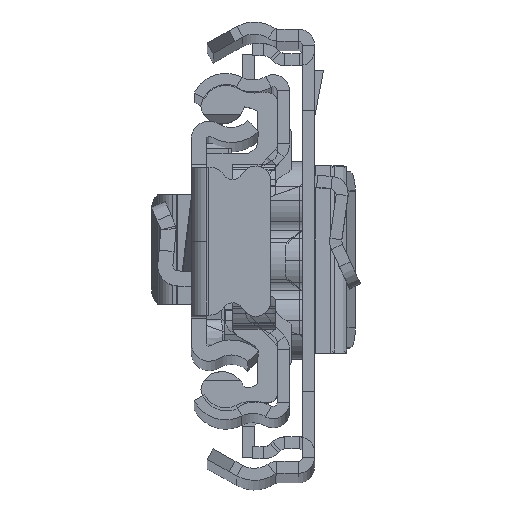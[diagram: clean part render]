
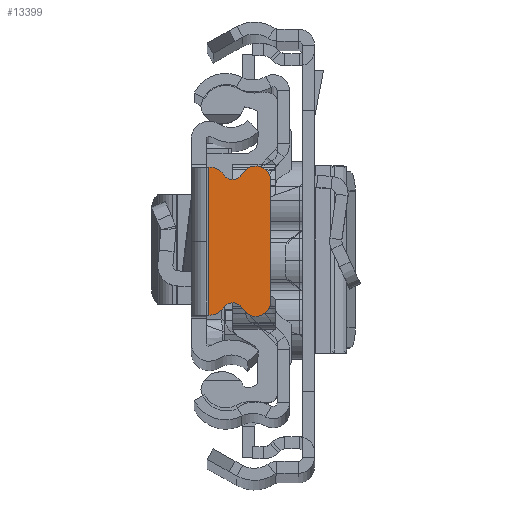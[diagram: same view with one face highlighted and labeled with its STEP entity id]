
A CAD part, top view. The second image highlights one B-rep face of the part: STEP entity #13399.
In plain terms, the highlighted planar face has unit normal (0, 0, 1).
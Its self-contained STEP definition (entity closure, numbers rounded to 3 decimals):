
#225 = DIRECTION ( 'NONE',  ( 0., 0., -1. ) ) ;
#301 = CARTESIAN_POINT ( 'NONE',  ( -7.929, -6., 0. ) ) ;
#420 = ORIENTED_EDGE ( 'NONE', *, *, #5258, .F. ) ;
#424 = ORIENTED_EDGE ( 'NONE', *, *, #22809, .T. ) ;
#657 = ORIENTED_EDGE ( 'NONE', *, *, #1877, .T. ) ;
#1269 = CARTESIAN_POINT ( 'NONE',  ( -5.109, 6.713, 0. ) ) ;
#1877 = EDGE_CURVE ( 'NONE', #18006, #7434, #2562, .T. ) ;
#1879 = CARTESIAN_POINT ( 'NONE',  ( -5.109, -6.713, 0. ) ) ;
#2562 = LINE ( 'NONE', #301, #18315 ) ;
#2598 = CARTESIAN_POINT ( 'NONE',  ( -7.929, -6., 0. ) ) ;
#2978 = FACE_OUTER_BOUND ( 'NONE', #21178, .T. ) ;
#3012 = CARTESIAN_POINT ( 'NONE',  ( -1.75, -7.37, 0. ) ) ;
#3506 = DIRECTION ( 'NONE',  ( -1., 0., 0. ) ) ;
#4243 = VERTEX_POINT ( 'NONE', #1879 ) ;
#4318 = CARTESIAN_POINT ( 'NONE',  ( -1.75, 7.37, 0. ) ) ;
#4596 = VECTOR ( 'NONE', #24674, 1000. ) ;
#4837 = EDGE_CURVE ( 'NONE', #19117, #15301, #13507, .T. ) ;
#4845 = VECTOR ( 'NONE', #25748, 1000. ) ;
#4989 = AXIS2_PLACEMENT_3D ( 'NONE', #18661, #10580, #20685 ) ;
#5258 = EDGE_CURVE ( 'NONE', #15301, #11819, #12291, .T. ) ;
#5655 = LINE ( 'NONE', #8067, #6908 ) ;
#5850 = EDGE_CURVE ( 'NONE', #18808, #9738, #20946, .T. ) ;
#5896 = ORIENTED_EDGE ( 'NONE', *, *, #4837, .F. ) ;
#6251 = AXIS2_PLACEMENT_3D ( 'NONE', #19869, #19736, #11416 ) ;
#6908 = VECTOR ( 'NONE', #3506, 1000. ) ;
#7434 = VERTEX_POINT ( 'NONE', #2598 ) ;
#7863 = DIRECTION ( 'NONE',  ( 1., 0., 0. ) ) ;
#8067 = CARTESIAN_POINT ( 'NONE',  ( -1.929, -7.37, 0. ) ) ;
#8740 = DIRECTION ( 'NONE',  ( 0., -1., 0. ) ) ;
#9216 = EDGE_CURVE ( 'NONE', #11819, #18916, #5655, .T. ) ;
#9450 = AXIS2_PLACEMENT_3D ( 'NONE', #12034, #26423, #7863 ) ;
#9474 = EDGE_CURVE ( 'NONE', #15918, #18916, #18879, .T. ) ;
#9738 = VERTEX_POINT ( 'NONE', #1269 ) ;
#10572 = CIRCLE ( 'NONE', #4989, 1.5 ) ;
#10580 = DIRECTION ( 'NONE',  ( 0., 0., 1. ) ) ;
#10667 = CARTESIAN_POINT ( 'NONE',  ( -4.142, -7.236, 0. ) ) ;
#10762 = CARTESIAN_POINT ( 'NONE',  ( -7.929, 6., 0. ) ) ;
#10886 = CIRCLE ( 'NONE', #13477, 1.5 ) ;
#11416 = DIRECTION ( 'NONE',  ( 1., 0., 0. ) ) ;
#11581 = DIRECTION ( 'NONE',  ( 0., 0., 1. ) ) ;
#11819 = VERTEX_POINT ( 'NONE', #3012 ) ;
#12034 = CARTESIAN_POINT ( 'NONE',  ( -1.929, -5.87, 0. ) ) ;
#12291 = LINE ( 'NONE', #20493, #4596 ) ;
#12440 = DIRECTION ( 'NONE',  ( -1., 0., 0. ) ) ;
#12966 = CARTESIAN_POINT ( 'NONE',  ( -1.929, 7.37, 0. ) ) ;
#13078 = ORIENTED_EDGE ( 'NONE', *, *, #23728, .T. ) ;
#13275 = CIRCLE ( 'NONE', #16731, 1.1 ) ;
#13399 = ADVANCED_FACE ( 'NONE', ( #2978 ), #25706, .T. ) ;
#13459 = CARTESIAN_POINT ( 'NONE',  ( 544.071, 0., 0. ) ) ;
#13477 = AXIS2_PLACEMENT_3D ( 'NONE', #18619, #16614, #12440 ) ;
#13507 = LINE ( 'NONE', #12966, #4845 ) ;
#14741 = AXIS2_PLACEMENT_3D ( 'NONE', #13459, #11581, #19366 ) ;
#14784 = EDGE_CURVE ( 'NONE', #7434, #4243, #17839, .T. ) ;
#15301 = VERTEX_POINT ( 'NONE', #4318 ) ;
#15859 = CARTESIAN_POINT ( 'NONE',  ( -1.929, 7.37, 0. ) ) ;
#15918 = VERTEX_POINT ( 'NONE', #22685 ) ;
#15980 = CARTESIAN_POINT ( 'NONE',  ( -4.142, 7.236, 0. ) ) ;
#16005 = ORIENTED_EDGE ( 'NONE', *, *, #14784, .T. ) ;
#16300 = EDGE_CURVE ( 'NONE', #9738, #18006, #10886, .T. ) ;
#16409 = CARTESIAN_POINT ( 'NONE',  ( -1.929, -7.37, 0. ) ) ;
#16614 = DIRECTION ( 'NONE',  ( 0., 0., 1. ) ) ;
#16731 = AXIS2_PLACEMENT_3D ( 'NONE', #10667, #225, #18875 ) ;
#17569 = ORIENTED_EDGE ( 'NONE', *, *, #9474, .T. ) ;
#17839 = CIRCLE ( 'NONE', #6251, 1.5 ) ;
#18006 = VERTEX_POINT ( 'NONE', #10762 ) ;
#18315 = VECTOR ( 'NONE', #8740, 1000. ) ;
#18563 = ORIENTED_EDGE ( 'NONE', *, *, #9216, .F. ) ;
#18619 = CARTESIAN_POINT ( 'NONE',  ( -6.429, 6., 0. ) ) ;
#18661 = CARTESIAN_POINT ( 'NONE',  ( -1.929, 5.87, 0. ) ) ;
#18808 = VERTEX_POINT ( 'NONE', #21516 ) ;
#18875 = DIRECTION ( 'NONE',  ( -1., 0., 0. ) ) ;
#18879 = CIRCLE ( 'NONE', #9450, 1.5 ) ;
#18916 = VERTEX_POINT ( 'NONE', #16409 ) ;
#19117 = VERTEX_POINT ( 'NONE', #15859 ) ;
#19366 = DIRECTION ( 'NONE',  ( 1., 0., 0. ) ) ;
#19736 = DIRECTION ( 'NONE',  ( 0., 0., 1. ) ) ;
#19837 = DIRECTION ( 'NONE',  ( 1., 0., 0. ) ) ;
#19869 = CARTESIAN_POINT ( 'NONE',  ( -6.429, -6., 0. ) ) ;
#20493 = CARTESIAN_POINT ( 'NONE',  ( -1.75, 0., 0. ) ) ;
#20685 = DIRECTION ( 'NONE',  ( -1., 0., 0. ) ) ;
#20946 = CIRCLE ( 'NONE', #22247, 1.1 ) ;
#21178 = EDGE_LOOP ( 'NONE', ( #420, #5896, #13078, #25774, #22876, #657, #16005, #424, #17569, #18563 ) ) ;
#21516 = CARTESIAN_POINT ( 'NONE',  ( -3.206, 6.658, 0. ) ) ;
#22247 = AXIS2_PLACEMENT_3D ( 'NONE', #15980, #26580, #19837 ) ;
#22685 = CARTESIAN_POINT ( 'NONE',  ( -3.206, -6.658, 0. ) ) ;
#22809 = EDGE_CURVE ( 'NONE', #4243, #15918, #13275, .T. ) ;
#22876 = ORIENTED_EDGE ( 'NONE', *, *, #16300, .T. ) ;
#23728 = EDGE_CURVE ( 'NONE', #19117, #18808, #10572, .T. ) ;
#24674 = DIRECTION ( 'NONE',  ( 0., -1., 0. ) ) ;
#25706 = PLANE ( 'NONE',  #14741 ) ;
#25748 = DIRECTION ( 'NONE',  ( 1., 0., 0. ) ) ;
#25774 = ORIENTED_EDGE ( 'NONE', *, *, #5850, .T. ) ;
#26423 = DIRECTION ( 'NONE',  ( 0., 0., 1. ) ) ;
#26580 = DIRECTION ( 'NONE',  ( 0., 0., -1. ) ) ;
